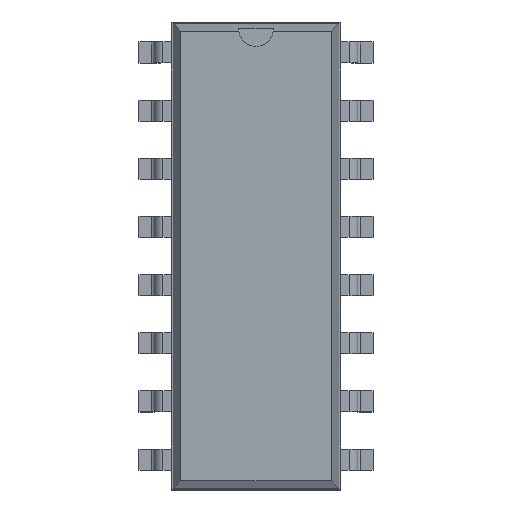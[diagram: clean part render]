
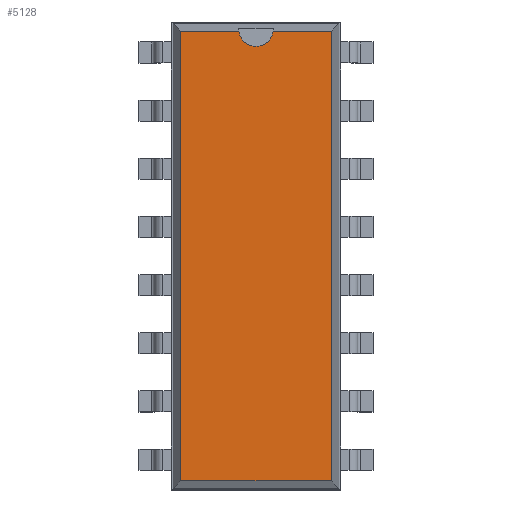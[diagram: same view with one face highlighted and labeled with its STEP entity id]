
A CAD part, top view. The second image highlights one B-rep face of the part: STEP entity #5128.
In plain terms, the highlighted planar face has unit normal (0, 0, 1).
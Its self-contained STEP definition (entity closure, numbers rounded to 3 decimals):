
#27=VECTOR('',#28,1.);
#28=DIRECTION('',(0.,1.,0.));
#34=VECTOR('',#35,1.);
#35=DIRECTION('',(-1.,0.,0.));
#41=VECTOR('',#42,1.);
#42=DIRECTION('',(0.,-1.,0.));
#46=VECTOR('',#47,1.);
#47=DIRECTION('',(1.,0.,0.));
#50=DIRECTION('',(0.,0.,-1.));
#1045=DIRECTION('',(0.,0.,-1.));
#3462=VERTEX_POINT('',#3463);
#3463=CARTESIAN_POINT('',(3.296,9.821,3.68));
#3465=ORIENTED_EDGE('',*,*,#3466,.F.);
#3466=EDGE_CURVE('',#3467,#3462,#3469,.T.);
#3467=VERTEX_POINT('',#3468);
#3468=CARTESIAN_POINT('',(3.296,-9.821,3.68));
#3469=LINE('',#3468,#27);
#4263=VERTEX_POINT('',#4264);
#4264=CARTESIAN_POINT('',(-3.296,9.821,3.68));
#4266=ORIENTED_EDGE('',*,*,#4267,.F.);
#4267=EDGE_CURVE('',#4268,#4263,#4270,.T.);
#4268=VERTEX_POINT('',#4269);
#4269=CARTESIAN_POINT('',(-0.746,9.821,3.68));
#4270=LINE('',#3463,#34);
#4289=VERTEX_POINT('',#4290);
#4290=CARTESIAN_POINT('',(0.746,9.821,3.68));
#4296=ORIENTED_EDGE('',*,*,#4297,.F.);
#4297=EDGE_CURVE('',#3462,#4289,#4270,.T.);
#4329=VERTEX_POINT('',#4330);
#4330=CARTESIAN_POINT('',(-3.296,-9.821,3.68));
#4332=ORIENTED_EDGE('',*,*,#4333,.F.);
#4333=EDGE_CURVE('',#4263,#4329,#4334,.T.);
#4334=LINE('',#4264,#41);
#5123=ORIENTED_EDGE('',*,*,#5124,.F.);
#5124=EDGE_CURVE('',#4329,#3467,#5125,.T.);
#5125=LINE('',#4330,#46);
#5128=ADVANCED_FACE('',(#5129),#5140,.F.);
#5129=FACE_BOUND('',#5130,.F.);
#5130=EDGE_LOOP('',(#3465,#5123,#4332,#4266,#5131,#5138,#4296));
#5131=ORIENTED_EDGE('',*,*,#5132,.F.);
#5132=EDGE_CURVE('',#5133,#4268,#5135,.T.);
#5133=VERTEX_POINT('',#5134);
#5134=CARTESIAN_POINT('',(0.,9.146,3.68));
#5135=CIRCLE('',#5136,0.75);
#5136=AXIS2_PLACEMENT_3D('',#5137,#1045,#42);
#5137=CARTESIAN_POINT('',(0.,9.896,3.68));
#5138=ORIENTED_EDGE('',*,*,#5139,.F.);
#5139=EDGE_CURVE('',#4289,#5133,#5135,.T.);
#5140=PLANE('',#5141);
#5141=AXIS2_PLACEMENT_3D('',#3468,#50,#5142);
#5142=DIRECTION('',(-0.318,0.948,0.));
